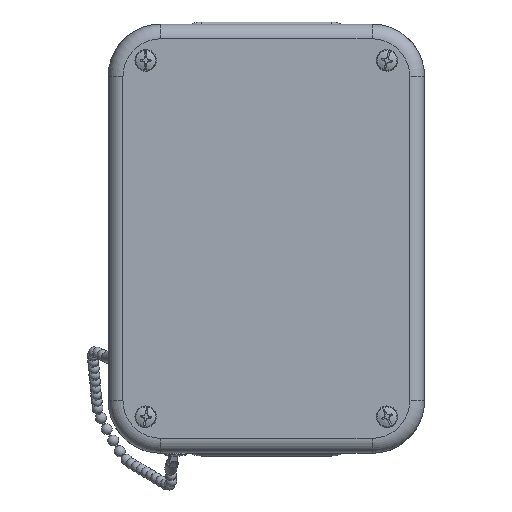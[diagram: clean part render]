
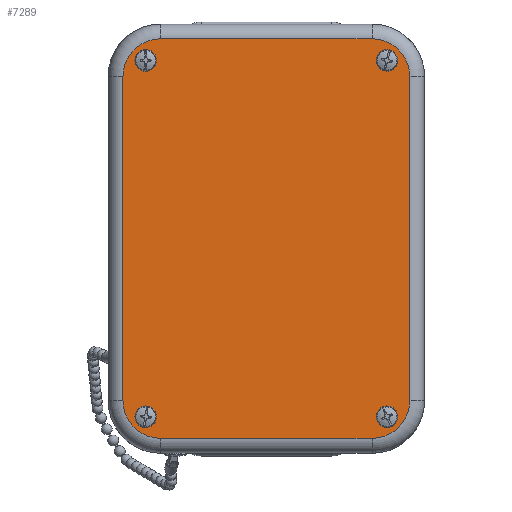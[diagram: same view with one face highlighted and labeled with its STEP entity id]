
A CAD part, top view. The second image highlights one B-rep face of the part: STEP entity #7289.
In plain terms, the highlighted planar face has unit normal (0, 0, 1).
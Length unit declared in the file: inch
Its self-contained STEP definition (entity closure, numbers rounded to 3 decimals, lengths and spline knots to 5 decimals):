
#597=LINE($,#13600,#914);
#599=LINE($,#13620,#916);
#602=LINE($,#13627,#919);
#604=LINE($,#13642,#921);
#914=VECTOR($,#9863,3.638);
#916=VECTOR($,#9887,5.58);
#919=VECTOR($,#9894,5.58);
#921=VECTOR($,#9914,3.638);
#1121=PLANE($,#8144);
#1287=FACE_BOUND($,#2433,.T.);
#1288=FACE_BOUND($,#2434,.T.);
#1289=FACE_BOUND($,#2435,.T.);
#1290=FACE_BOUND($,#2436,.T.);
#1870=FACE_OUTER_BOUND($,#2432,.T.);
#2432=EDGE_LOOP($,(#6013,#6014,#6015,#6016,#6017,#6018,#6019,#6020));
#2433=EDGE_LOOP($,(#6021));
#2434=EDGE_LOOP($,(#6022));
#2435=EDGE_LOOP($,(#6023));
#2436=EDGE_LOOP($,(#6024));
#3066=CIRCLE($,#8073,0.117);
#3068=CIRCLE($,#8076,0.117);
#3070=CIRCLE($,#8079,0.117);
#3072=CIRCLE($,#8082,0.117);
#3094=CIRCLE($,#8119,0.65);
#3098=CIRCLE($,#8124,0.65);
#3102=CIRCLE($,#8131,0.65);
#3106=CIRCLE($,#8136,0.65);
#3634=VERTEX_POINT($,#13511);
#3636=VERTEX_POINT($,#13516);
#3638=VERTEX_POINT($,#13521);
#3640=VERTEX_POINT($,#13526);
#3663=VERTEX_POINT($,#13597);
#3664=VERTEX_POINT($,#13599);
#3667=VERTEX_POINT($,#13606);
#3668=VERTEX_POINT($,#13611);
#3671=VERTEX_POINT($,#13618);
#3672=VERTEX_POINT($,#13623);
#3675=VERTEX_POINT($,#13630);
#3676=VERTEX_POINT($,#13635);
#4469=EDGE_CURVE($,#3634,#3634,#3066,.T.);
#4471=EDGE_CURVE($,#3636,#3636,#3068,.T.);
#4473=EDGE_CURVE($,#3638,#3638,#3070,.T.);
#4475=EDGE_CURVE($,#3640,#3640,#3072,.T.);
#4510=EDGE_CURVE($,#3663,#3664,#597,.T.);
#4514=EDGE_CURVE($,#3667,#3663,#3094,.T.);
#4518=EDGE_CURVE($,#3664,#3668,#3098,.T.);
#4520=EDGE_CURVE($,#3671,#3667,#599,.T.);
#4524=EDGE_CURVE($,#3668,#3672,#602,.T.);
#4526=EDGE_CURVE($,#3675,#3671,#3102,.T.);
#4530=EDGE_CURVE($,#3672,#3676,#3106,.T.);
#4532=EDGE_CURVE($,#3676,#3675,#604,.T.);
#6013=ORIENTED_EDGE($,*,*,#4510,.F.);
#6014=ORIENTED_EDGE($,*,*,#4514,.F.);
#6015=ORIENTED_EDGE($,*,*,#4520,.F.);
#6016=ORIENTED_EDGE($,*,*,#4526,.F.);
#6017=ORIENTED_EDGE($,*,*,#4532,.F.);
#6018=ORIENTED_EDGE($,*,*,#4530,.F.);
#6019=ORIENTED_EDGE($,*,*,#4524,.F.);
#6020=ORIENTED_EDGE($,*,*,#4518,.F.);
#6021=ORIENTED_EDGE($,*,*,#4469,.T.);
#6022=ORIENTED_EDGE($,*,*,#4471,.T.);
#6023=ORIENTED_EDGE($,*,*,#4473,.T.);
#6024=ORIENTED_EDGE($,*,*,#4475,.T.);
#7289=ADVANCED_FACE($,(#1870,#1287,#1288,#1289,#1290),#1121,.T.);
#8073=AXIS2_PLACEMENT_3D($,#13512,#9762,#9763);
#8076=AXIS2_PLACEMENT_3D($,#13517,#9768,#9769);
#8079=AXIS2_PLACEMENT_3D($,#13522,#9774,#9775);
#8082=AXIS2_PLACEMENT_3D($,#13527,#9780,#9781);
#8119=AXIS2_PLACEMENT_3D($,#13608,#9871,#9872);
#8124=AXIS2_PLACEMENT_3D($,#13615,#9881,#9882);
#8131=AXIS2_PLACEMENT_3D($,#13632,#9899,#9900);
#8136=AXIS2_PLACEMENT_3D($,#13639,#9909,#9910);
#8144=AXIS2_PLACEMENT_3D($,#13661,#9934,#9935);
#9762=DIRECTION('center_axis',(0.,0.,-1.));
#9763=DIRECTION('ref_axis',(1.,0.,0.));
#9768=DIRECTION('center_axis',(0.,0.,-1.));
#9769=DIRECTION('ref_axis',(1.,0.,0.));
#9774=DIRECTION('center_axis',(0.,0.,-1.));
#9775=DIRECTION('ref_axis',(1.,0.,0.));
#9780=DIRECTION('center_axis',(0.,0.,-1.));
#9781=DIRECTION('ref_axis',(1.,0.,0.));
#9863=DIRECTION($,(1.,0.,0.));
#9871=DIRECTION('center_axis',(0.,0.,-1.));
#9872=DIRECTION('ref_axis',(-0.707,0.707,0.));
#9881=DIRECTION('center_axis',(0.,0.,-1.));
#9882=DIRECTION('ref_axis',(0.707,0.707,0.));
#9887=DIRECTION($,(0.,1.,0.));
#9894=DIRECTION($,(0.,-1.,0.));
#9899=DIRECTION('center_axis',(0.,0.,-1.));
#9900=DIRECTION('ref_axis',(-0.707,-0.707,0.));
#9909=DIRECTION('center_axis',(0.,0.,-1.));
#9910=DIRECTION('ref_axis',(0.707,-0.707,0.));
#9914=DIRECTION($,(-1.,0.,0.));
#9934=DIRECTION('center_axis',(0.,0.,1.));
#9935=DIRECTION('ref_axis',(1.,0.,0.));
#13511=CARTESIAN_POINT('',(2.1951,-3.0685,0.765));
#13512=CARTESIAN_POINT('Origin',(2.0781,-3.0685,0.765));
#13516=CARTESIAN_POINT('',(2.1951,3.0685,0.765));
#13517=CARTESIAN_POINT('Origin',(2.0781,3.0685,0.765));
#13521=CARTESIAN_POINT('',(-1.9611,-3.0685,0.765));
#13522=CARTESIAN_POINT('Origin',(-2.0781,-3.0685,0.765));
#13526=CARTESIAN_POINT('',(-1.9611,3.0685,0.765));
#13527=CARTESIAN_POINT('Origin',(-2.0781,3.0685,0.765));
#13597=CARTESIAN_POINT('',(-1.819,3.44,0.765));
#13599=CARTESIAN_POINT('',(1.819,3.44,0.765));
#13600=CARTESIAN_POINT($,(-1.819,3.44,0.765));
#13606=CARTESIAN_POINT('',(-2.469,2.79,0.765));
#13608=CARTESIAN_POINT('Origin',(-1.819,2.79,0.765));
#13611=CARTESIAN_POINT('',(2.469,2.79,0.765));
#13615=CARTESIAN_POINT('Origin',(1.819,2.79,0.765));
#13618=CARTESIAN_POINT('',(-2.469,-2.79,0.765));
#13620=CARTESIAN_POINT($,(-2.469,-2.79,0.765));
#13623=CARTESIAN_POINT('',(2.469,-2.79,0.765));
#13627=CARTESIAN_POINT($,(2.469,2.79,0.765));
#13630=CARTESIAN_POINT('',(-1.819,-3.44,0.765));
#13632=CARTESIAN_POINT('Origin',(-1.819,-2.79,0.765));
#13635=CARTESIAN_POINT('',(1.819,-3.44,0.765));
#13639=CARTESIAN_POINT('Origin',(1.819,-2.79,0.765));
#13642=CARTESIAN_POINT($,(1.819,-3.44,0.765));
#13661=CARTESIAN_POINT('Origin',(0.,0.,0.765));
